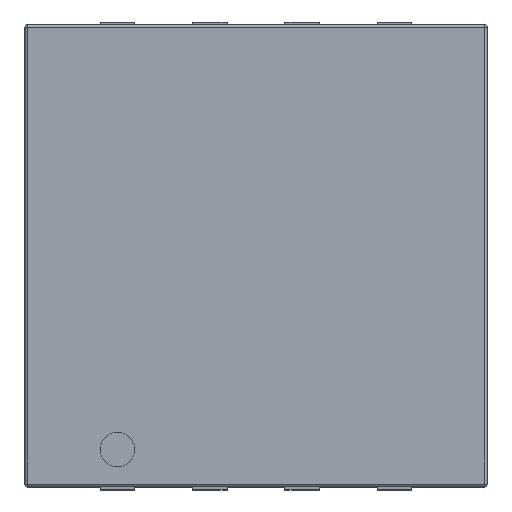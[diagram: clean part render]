
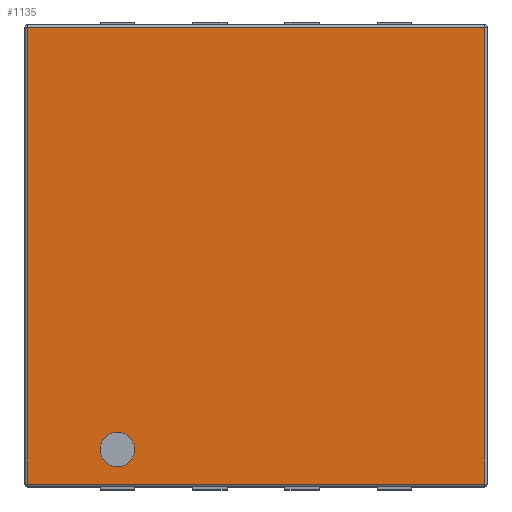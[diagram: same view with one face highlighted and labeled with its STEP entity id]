
A CAD part, top view. The second image highlights one B-rep face of the part: STEP entity #1135.
In plain terms, the highlighted planar face has unit normal (0, 0, 1).
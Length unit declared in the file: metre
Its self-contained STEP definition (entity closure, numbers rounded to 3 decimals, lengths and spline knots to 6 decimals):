
#77=CIRCLE('',#1362,0.00015);
#333=ORIENTED_EDGE('',*,*,#520,.T.);
#334=ORIENTED_EDGE('',*,*,#521,.T.);
#335=ORIENTED_EDGE('',*,*,#522,.T.);
#336=ORIENTED_EDGE('',*,*,#523,.T.);
#337=ORIENTED_EDGE('',*,*,#524,.T.);
#520=EDGE_CURVE('',#632,#632,#77,.F.);
#521=EDGE_CURVE('',#633,#634,#749,.T.);
#522=EDGE_CURVE('',#634,#635,#750,.T.);
#523=EDGE_CURVE('',#635,#636,#751,.F.);
#524=EDGE_CURVE('',#636,#633,#752,.F.);
#632=VERTEX_POINT('',#2036);
#633=VERTEX_POINT('',#2038);
#634=VERTEX_POINT('',#2039);
#635=VERTEX_POINT('',#2041);
#636=VERTEX_POINT('',#2043);
#749=LINE('',#2037,#864);
#750=LINE('',#2040,#865);
#751=LINE('',#2042,#866);
#752=LINE('',#2044,#867);
#864=VECTOR('',#1680,1.);
#865=VECTOR('',#1681,1.);
#866=VECTOR('',#1682,1.);
#867=VECTOR('',#1683,1.);
#927=EDGE_LOOP('',(#333));
#928=EDGE_LOOP('',(#334,#335,#336,#337));
#1004=FACE_BOUND('',#927,.T.);
#1005=FACE_BOUND('',#928,.T.);
#1073=PLANE('',#1361);
#1135=ADVANCED_FACE('',(#1004,#1005),#1073,.T.);
#1361=AXIS2_PLACEMENT_3D('',#2034,#1676,#1677);
#1362=AXIS2_PLACEMENT_3D('',#2035,#1678,#1679);
#1676=DIRECTION('',(0.,0.,1.));
#1677=DIRECTION('',(1.,0.,0.));
#1678=DIRECTION('',(0.,0.,1.));
#1679=DIRECTION('',(1.,0.,0.));
#1680=DIRECTION('',(0.,-1.,0.));
#1681=DIRECTION('',(1.,0.,0.));
#1682=DIRECTION('',(0.,-1.,0.));
#1683=DIRECTION('',(1.,0.,0.));
#2034=CARTESIAN_POINT('',(0.,0.,0.001));
#2035=CARTESIAN_POINT('',(-0.0012,-0.001675,0.001));
#2036=CARTESIAN_POINT('',(-0.00105,-0.001675,0.001));
#2037=CARTESIAN_POINT('',(-0.001975,-0.002,0.001));
#2038=CARTESIAN_POINT('',(-0.001975,0.001975,0.001));
#2039=CARTESIAN_POINT('',(-0.001975,-0.001975,0.001));
#2040=CARTESIAN_POINT('',(0.002,-0.001975,0.001));
#2041=CARTESIAN_POINT('',(0.001975,-0.001975,0.001));
#2042=CARTESIAN_POINT('',(0.001975,0.,0.001));
#2043=CARTESIAN_POINT('',(0.001975,0.001975,0.001));
#2044=CARTESIAN_POINT('',(0.,0.001975,0.001));
